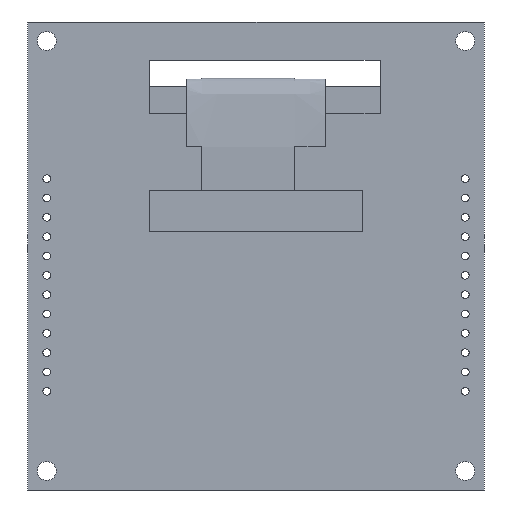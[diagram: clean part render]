
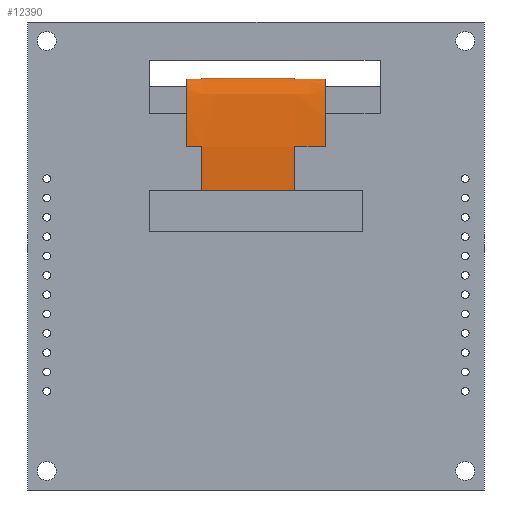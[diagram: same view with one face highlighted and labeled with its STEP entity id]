
A CAD part, front view. The second image highlights one B-rep face of the part: STEP entity #12390.
In plain terms, the highlighted face is a extrusion surface.
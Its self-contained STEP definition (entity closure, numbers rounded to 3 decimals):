
#12010=CARTESIAN_POINT('',(-9.1,-23.237,0.));
#12011=CARTESIAN_POINT('',(-9.1,-23.161,-0.166));
#12012=CARTESIAN_POINT('',(-9.1,-22.696,-0.776));
#12013=CARTESIAN_POINT('',(-9.1,-19.514,-1.349));
#12014=CARTESIAN_POINT('',(-9.1,-16.619,-1.505));
#12015=CARTESIAN_POINT('',(-9.1,-14.37,-1.542));
#12091=DIRECTION('',(1.,0.,0.));
#12092=VECTOR('',#12091,2.);
#12093=CARTESIAN_POINT('',(-9.1,-23.237,0.));
#12094=LINE('',#12093,#12092);
#12095=CARTESIAN_POINT('',(-7.1,-23.237,0.));
#12096=CARTESIAN_POINT('',(-7.1,-23.246,0.021));
#12097=CARTESIAN_POINT('',(-7.1,-23.422,0.434));
#12098=CARTESIAN_POINT('',(-7.1,-23.323,1.389));
#12099=CARTESIAN_POINT('',(-7.1,-21.298,2.625));
#12100=CARTESIAN_POINT('',(-7.1,-19.192,2.536));
#12101=CARTESIAN_POINT('',(-7.1,-17.547,2.489));
#12102=CARTESIAN_POINT('',(-7.1,-17.354,2.48));
#12104=DIRECTION('',(1.,0.,0.));
#12105=VECTOR('',#12104,12.2);
#12106=CARTESIAN_POINT('',(-7.1,-17.354,2.48));
#12107=LINE('',#12106,#12105);
#12108=CARTESIAN_POINT('',(5.1,-17.354,2.48));
#12109=CARTESIAN_POINT('',(5.1,-17.547,2.489));
#12110=CARTESIAN_POINT('',(5.1,-19.192,2.536));
#12111=CARTESIAN_POINT('',(5.1,-21.298,2.625));
#12112=CARTESIAN_POINT('',(5.1,-23.323,1.389));
#12113=CARTESIAN_POINT('',(5.1,-23.422,0.434));
#12114=CARTESIAN_POINT('',(5.1,-23.246,0.021));
#12115=CARTESIAN_POINT('',(5.1,-23.237,0.));
#12117=DIRECTION('',(1.,0.,0.));
#12118=VECTOR('',#12117,4.);
#12119=CARTESIAN_POINT('',(5.1,-23.237,0.));
#12120=LINE('',#12119,#12118);
#12121=DIRECTION('',(1.,0.,0.));
#12122=VECTOR('',#12121,4.);
#12123=CARTESIAN_POINT('',(5.1,-14.37,-1.542));
#12124=LINE('',#12123,#12122);
#12125=CARTESIAN_POINT('',(5.1,-14.37,-1.542));
#12126=CARTESIAN_POINT('',(5.1,-13.249,-1.561));
#12127=CARTESIAN_POINT('',(5.1,-10.955,-1.555));
#12128=CARTESIAN_POINT('',(5.1,-8.743,-1.541));
#12129=CARTESIAN_POINT('',(5.1,-7.37,-1.5));
#12131=CARTESIAN_POINT('',(-7.1,-14.37,-1.542));
#12132=CARTESIAN_POINT('',(-7.1,-13.249,-1.561));
#12133=CARTESIAN_POINT('',(-7.1,-10.955,-1.555));
#12134=CARTESIAN_POINT('',(-7.1,-8.743,-1.541));
#12135=CARTESIAN_POINT('',(-7.1,-7.37,-1.5));
#12137=DIRECTION('',(1.,0.,0.));
#12138=VECTOR('',#12137,2.);
#12139=CARTESIAN_POINT('',(-9.1,-14.37,-1.542));
#12140=LINE('',#12139,#12138);
#12171=CARTESIAN_POINT('',(9.1,-23.237,0.));
#12172=CARTESIAN_POINT('',(9.1,-23.161,-0.166));
#12173=CARTESIAN_POINT('',(9.1,-22.696,-0.776));
#12174=CARTESIAN_POINT('',(9.1,-19.514,-1.349));
#12175=CARTESIAN_POINT('',(9.1,-16.619,-1.505));
#12176=CARTESIAN_POINT('',(9.1,-14.37,-1.542));
#12194=DIRECTION('',(1.,0.,0.));
#12195=VECTOR('',#12194,12.2);
#12196=CARTESIAN_POINT('',(-7.1,-7.37,-1.5));
#12197=LINE('',#12196,#12195);
#12202=CARTESIAN_POINT('',(-9.1,-14.37,-1.542));
#12204=VERTEX_POINT('',#12202);
#12206=CARTESIAN_POINT('',(9.1,-14.37,-1.542));
#12208=VERTEX_POINT('',#12206);
#12210=VERTEX_POINT('',#12125);
#12211=VERTEX_POINT('',#12129);
#12212=CARTESIAN_POINT('',(-7.1,-14.37,-1.542));
#12213=VERTEX_POINT('',#12212);
#12214=VERTEX_POINT('',#12135);
#12222=CARTESIAN_POINT('',(-9.1,-23.237,0.));
#12224=VERTEX_POINT('',#12222);
#12226=CARTESIAN_POINT('',(9.1,-23.237,0.));
#12228=VERTEX_POINT('',#12226);
#12230=CARTESIAN_POINT('',(-7.1,-23.237,0.));
#12231=VERTEX_POINT('',#12230);
#12232=CARTESIAN_POINT('',(5.1,-23.237,0.));
#12233=VERTEX_POINT('',#12232);
#12234=VERTEX_POINT('',#12108);
#12235=VERTEX_POINT('',#12102);
#12352=CARTESIAN_POINT('',(-9.1,-17.122,2.468));
#12353=CARTESIAN_POINT('',(-9.1,-17.393,2.485));
#12354=CARTESIAN_POINT('',(-9.1,-19.111,2.533));
#12355=CARTESIAN_POINT('',(-9.1,-21.298,2.625));
#12356=CARTESIAN_POINT('',(-9.1,-23.323,1.389));
#12357=CARTESIAN_POINT('',(-9.1,-23.444,0.222));
#12358=CARTESIAN_POINT('',(-9.1,-22.72,-0.772));
#12359=CARTESIAN_POINT('',(-9.1,-18.317,-1.564));
#12360=CARTESIAN_POINT('',(-9.1,-13.088,-1.569));
#12361=CARTESIAN_POINT('',(-9.1,-8.676,-1.541));
#12362=CARTESIAN_POINT('',(-9.1,-7.21,-1.495));
#12363=CARTESIAN_POINT('',(-9.1,-7.128,-1.492));
#12365=DIRECTION('',(1.,0.,0.));
#12366=VECTOR('',#12365,1.);
#12367=SURFACE_OF_LINEAR_EXTRUSION('',#12364,#12366);
#12368=ORIENTED_EDGE('',*,*,#12270,.T.);
#12370=ORIENTED_EDGE('',*,*,#12369,.T.);
#12372=ORIENTED_EDGE('',*,*,#12371,.T.);
#12373=ORIENTED_EDGE('',*,*,#12343,.T.);
#12374=ORIENTED_EDGE('',*,*,#12282,.T.);
#12376=ORIENTED_EDGE('',*,*,#12375,.T.);
#12378=ORIENTED_EDGE('',*,*,#12377,.F.);
#12380=ORIENTED_EDGE('',*,*,#12379,.T.);
#12382=ORIENTED_EDGE('',*,*,#12381,.F.);
#12384=ORIENTED_EDGE('',*,*,#12383,.F.);
#12386=ORIENTED_EDGE('',*,*,#12385,.F.);
#12387=ORIENTED_EDGE('',*,*,#12251,.F.);
#12388=EDGE_LOOP('',(#12368,#12370,#12372,#12373,#12374,#12376,#12378,#12380,
#12382,#12384,#12386,#12387));
#12389=FACE_OUTER_BOUND('',#12388,.F.);
#12016=B_SPLINE_CURVE_WITH_KNOTS('',3,(#12010,#12011,#12012,#12013,#12014,
#12015),.UNSPECIFIED.,.F.,.F.,(4,1,1,4),(0.,0.059,
0.245,1.),.UNSPECIFIED.);
#12103=B_SPLINE_CURVE_WITH_KNOTS('',3,(#12095,#12096,#12097,#12098,#12099,
#12100,#12101,#12102),.UNSPECIFIED.,.F.,.F.,(4,1,1,1,1,4),(0.,
0.009,0.179,0.328,0.921,1.),
.UNSPECIFIED.);
#12116=B_SPLINE_CURVE_WITH_KNOTS('',3,(#12108,#12109,#12110,#12111,#12112,
#12113,#12114,#12115),.UNSPECIFIED.,.F.,.F.,(4,1,1,1,1,4),(0.,
0.079,0.672,0.821,0.991,1.),
.UNSPECIFIED.);
#12130=B_SPLINE_CURVE_WITH_KNOTS('',3,(#12125,#12126,#12127,#12128,#12129),
.UNSPECIFIED.,.F.,.F.,(4,1,4),(0.,0.481,1.),.UNSPECIFIED.);
#12136=B_SPLINE_CURVE_WITH_KNOTS('',3,(#12131,#12132,#12133,#12134,#12135),
.UNSPECIFIED.,.F.,.F.,(4,1,4),(0.,0.481,1.),.UNSPECIFIED.);
#12177=B_SPLINE_CURVE_WITH_KNOTS('',3,(#12171,#12172,#12173,#12174,#12175,
#12176),.UNSPECIFIED.,.F.,.F.,(4,1,1,4),(0.,0.059,
0.245,1.),.UNSPECIFIED.);
#12251=EDGE_CURVE('',#12224,#12204,#12016,.T.);
#12270=EDGE_CURVE('',#12224,#12231,#12094,.T.);
#12282=EDGE_CURVE('',#12233,#12228,#12120,.T.);
#12343=EDGE_CURVE('',#12234,#12233,#12116,.T.);
#12364=B_SPLINE_CURVE_WITH_KNOTS('',3,(#12352,#12353,#12354,#12355,#12356,
#12357,#12358,#12359,#12360,#12361,#12362,#12363),.UNSPECIFIED.,.F.,.F.,(4,1,1,
1,1,1,1,1,1,4),(0.,0.034,0.216,0.262,
0.314,0.339,0.409,0.837,
0.991,1.),.UNSPECIFIED.);
#12369=EDGE_CURVE('',#12231,#12235,#12103,.T.);
#12371=EDGE_CURVE('',#12235,#12234,#12107,.T.);
#12375=EDGE_CURVE('',#12228,#12208,#12177,.T.);
#12377=EDGE_CURVE('',#12210,#12208,#12124,.T.);
#12379=EDGE_CURVE('',#12210,#12211,#12130,.T.);
#12381=EDGE_CURVE('',#12214,#12211,#12197,.T.);
#12383=EDGE_CURVE('',#12213,#12214,#12136,.T.);
#12385=EDGE_CURVE('',#12204,#12213,#12140,.T.);
#12390=ADVANCED_FACE('',(#12389),#12367,.T.);
